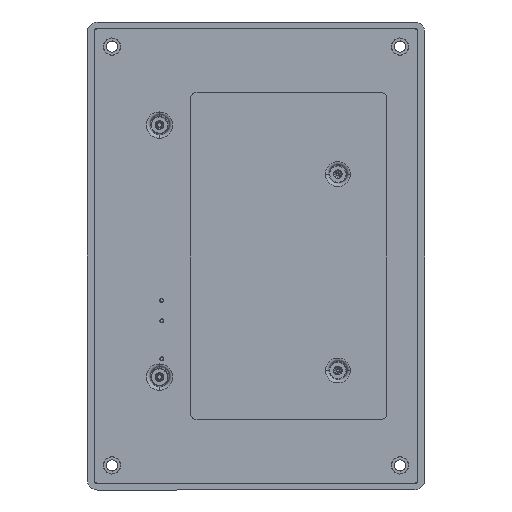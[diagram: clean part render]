
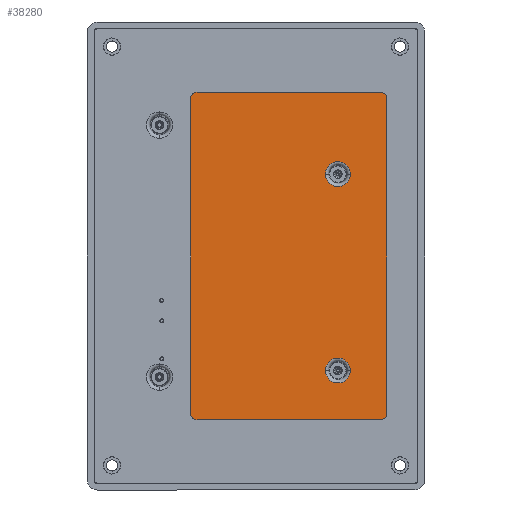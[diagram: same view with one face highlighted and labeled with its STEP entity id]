
A CAD part, front view. The second image highlights one B-rep face of the part: STEP entity #38280.
In plain terms, the highlighted planar face has unit normal (0, -1, 0).
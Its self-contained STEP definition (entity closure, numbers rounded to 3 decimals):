
#1030 = ORIENTED_EDGE ( 'NONE', *, *, #48232, .F. ) ;
#4785 = AXIS2_PLACEMENT_3D ( 'NONE', #55520, #77722, #112589 ) ;
#5015 = VECTOR ( 'NONE', #69343, 1000. ) ;
#5047 = VERTEX_POINT ( 'NONE', #62526 ) ;
#6954 = EDGE_CURVE ( 'NONE', #91438, #133408, #115886, .T. ) ;
#7320 = CARTESIAN_POINT ( 'NONE',  ( 40., 0.75, -50. ) ) ;
#7449 = CARTESIAN_POINT ( 'NONE',  ( 40., 0.75, 48. ) ) ;
#9851 = AXIS2_PLACEMENT_3D ( 'NONE', #74510, #135530, #11908 ) ;
#11046 = EDGE_CURVE ( 'NONE', #43239, #101564, #61525, .T. ) ;
#11112 = ORIENTED_EDGE ( 'NONE', *, *, #76869, .T. ) ;
#11382 = CIRCLE ( 'NONE', #110040, 3.803 ) ;
#11476 = CARTESIAN_POINT ( 'NONE',  ( -18., 0.75, -48. ) ) ;
#11908 = DIRECTION ( 'NONE',  ( 0., 0., 1. ) ) ;
#13431 = VERTEX_POINT ( 'NONE', #43216 ) ;
#14339 = AXIS2_PLACEMENT_3D ( 'NONE', #11476, #109731, #59865 ) ;
#24515 = CIRCLE ( 'NONE', #14339, 2. ) ;
#25046 = CIRCLE ( 'NONE', #57982, 2. ) ;
#25166 = DIRECTION ( 'NONE',  ( 0., -1., 0. ) ) ;
#26089 = AXIS2_PLACEMENT_3D ( 'NONE', #71157, #25166, #155175 ) ;
#28176 = ORIENTED_EDGE ( 'NONE', *, *, #91496, .T. ) ;
#30293 = EDGE_CURVE ( 'NONE', #13431, #88912, #11382, .T. ) ;
#31344 = LINE ( 'NONE', #67798, #5015 ) ;
#32454 = CARTESIAN_POINT ( 'NONE',  ( 25., 0.75, -35. ) ) ;
#32610 = CARTESIAN_POINT ( 'NONE',  ( -20., 0.75, 50. ) ) ;
#35701 = DIRECTION ( 'NONE',  ( 0., 0., 1. ) ) ;
#38280 = ADVANCED_FACE ( 'NONE', ( #75305, #122860, #39650 ), #60288, .F. ) ;
#39650 = FACE_BOUND ( 'NONE', #151082, .T. ) ;
#39653 = EDGE_CURVE ( 'NONE', #88912, #13431, #75619, .T. ) ;
#41302 = CARTESIAN_POINT ( 'NONE',  ( -20., 0.75, -48. ) ) ;
#42402 = DIRECTION ( 'NONE',  ( 0., -1., 0. ) ) ;
#43216 = CARTESIAN_POINT ( 'NONE',  ( 21.197, 0.75, -35. ) ) ;
#43239 = VERTEX_POINT ( 'NONE', #115579 ) ;
#47435 = DIRECTION ( 'NONE',  ( 0., -1., 0. ) ) ;
#48232 = EDGE_CURVE ( 'NONE', #101564, #43239, #61688, .T. ) ;
#50162 = DIRECTION ( 'NONE',  ( 1., 0., 0. ) ) ;
#50314 = CARTESIAN_POINT ( 'NONE',  ( -18., 0.75, -50. ) ) ;
#50356 = ORIENTED_EDGE ( 'NONE', *, *, #11046, .F. ) ;
#55520 = CARTESIAN_POINT ( 'NONE',  ( 38., 0.75, -48. ) ) ;
#55877 = CARTESIAN_POINT ( 'NONE',  ( 38., 0.75, -50. ) ) ;
#57982 = AXIS2_PLACEMENT_3D ( 'NONE', #72913, #95911, #35701 ) ;
#59865 = DIRECTION ( 'NONE',  ( 0., 0., 1. ) ) ;
#60288 = PLANE ( 'NONE',  #9851 ) ;
#61525 = CIRCLE ( 'NONE', #26089, 3.803 ) ;
#61688 = CIRCLE ( 'NONE', #129890, 3.803 ) ;
#62526 = CARTESIAN_POINT ( 'NONE',  ( -20., 0.75, 48. ) ) ;
#63429 = VERTEX_POINT ( 'NONE', #143110 ) ;
#65224 = CARTESIAN_POINT ( 'NONE',  ( -18., 0.75, 50. ) ) ;
#67798 = CARTESIAN_POINT ( 'NONE',  ( -20., 0.75, -50. ) ) ;
#69343 = DIRECTION ( 'NONE',  ( 0., 0., -1. ) ) ;
#69605 = ORIENTED_EDGE ( 'NONE', *, *, #150480, .T. ) ;
#71157 = CARTESIAN_POINT ( 'NONE',  ( 25., 0.75, 25. ) ) ;
#71894 = EDGE_LOOP ( 'NONE', ( #78751, #69605, #126091, #132293, #28176, #118782, #115147, #11112 ) ) ;
#72913 = CARTESIAN_POINT ( 'NONE',  ( -18., 0.75, 48. ) ) ;
#73117 = CIRCLE ( 'NONE', #4785, 2. ) ;
#73122 = AXIS2_PLACEMENT_3D ( 'NONE', #32454, #47435, #81521 ) ;
#74510 = CARTESIAN_POINT ( 'NONE',  ( 10., 0.75, 0. ) ) ;
#75305 = FACE_OUTER_BOUND ( 'NONE', #71894, .T. ) ;
#75619 = CIRCLE ( 'NONE', #73122, 3.803 ) ;
#76869 = EDGE_CURVE ( 'NONE', #63429, #115797, #102865, .T. ) ;
#77722 = DIRECTION ( 'NONE',  ( 0., -1., 0. ) ) ;
#77994 = VECTOR ( 'NONE', #140442, 1000. ) ;
#78751 = ORIENTED_EDGE ( 'NONE', *, *, #128001, .T. ) ;
#81521 = DIRECTION ( 'NONE',  ( 1., 0., 0. ) ) ;
#85825 = CARTESIAN_POINT ( 'NONE',  ( 25., 0.75, -35. ) ) ;
#87954 = DIRECTION ( 'NONE',  ( 1., 0., 0. ) ) ;
#88912 = VERTEX_POINT ( 'NONE', #114003 ) ;
#89941 = DIRECTION ( 'NONE',  ( 0., 0., 1. ) ) ;
#91438 = VERTEX_POINT ( 'NONE', #50314 ) ;
#91496 = EDGE_CURVE ( 'NONE', #124756, #91438, #24515, .T. ) ;
#95911 = DIRECTION ( 'NONE',  ( 0., -1., 0. ) ) ;
#96251 = VERTEX_POINT ( 'NONE', #114687 ) ;
#101564 = VERTEX_POINT ( 'NONE', #151063 ) ;
#101797 = CARTESIAN_POINT ( 'NONE',  ( 38., 0.75, 48. ) ) ;
#102219 = AXIS2_PLACEMENT_3D ( 'NONE', #101797, #42402, #89941 ) ;
#102865 = LINE ( 'NONE', #137755, #113802 ) ;
#103094 = ORIENTED_EDGE ( 'NONE', *, *, #39653, .F. ) ;
#109731 = DIRECTION ( 'NONE',  ( 0., -1., 0. ) ) ;
#110040 = AXIS2_PLACEMENT_3D ( 'NONE', #85825, #122271, #50162 ) ;
#111724 = DIRECTION ( 'NONE',  ( 0., -1., 0. ) ) ;
#112589 = DIRECTION ( 'NONE',  ( 0., 0., 1. ) ) ;
#113802 = VECTOR ( 'NONE', #136996, 1000. ) ;
#114003 = CARTESIAN_POINT ( 'NONE',  ( 28.803, 0.75, -35. ) ) ;
#114687 = CARTESIAN_POINT ( 'NONE',  ( 38., 0.75, 50. ) ) ;
#115147 = ORIENTED_EDGE ( 'NONE', *, *, #135348, .T. ) ;
#115579 = CARTESIAN_POINT ( 'NONE',  ( 28.803, 0.75, 25. ) ) ;
#115797 = VERTEX_POINT ( 'NONE', #7449 ) ;
#115886 = LINE ( 'NONE', #7320, #77994 ) ;
#116345 = VECTOR ( 'NONE', #140382, 1000. ) ;
#116609 = LINE ( 'NONE', #32610, #116345 ) ;
#118782 = ORIENTED_EDGE ( 'NONE', *, *, #6954, .T. ) ;
#122271 = DIRECTION ( 'NONE',  ( 0., -1., 0. ) ) ;
#122860 = FACE_BOUND ( 'NONE', #151631, .T. ) ;
#124756 = VERTEX_POINT ( 'NONE', #41302 ) ;
#124969 = CIRCLE ( 'NONE', #102219, 2. ) ;
#126091 = ORIENTED_EDGE ( 'NONE', *, *, #149475, .T. ) ;
#128001 = EDGE_CURVE ( 'NONE', #115797, #96251, #124969, .T. ) ;
#129890 = AXIS2_PLACEMENT_3D ( 'NONE', #148977, #111724, #87954 ) ;
#131697 = ORIENTED_EDGE ( 'NONE', *, *, #30293, .F. ) ;
#132293 = ORIENTED_EDGE ( 'NONE', *, *, #136218, .T. ) ;
#133408 = VERTEX_POINT ( 'NONE', #55877 ) ;
#135348 = EDGE_CURVE ( 'NONE', #133408, #63429, #73117, .T. ) ;
#135530 = DIRECTION ( 'NONE',  ( 0., 1., 0. ) ) ;
#136218 = EDGE_CURVE ( 'NONE', #5047, #124756, #31344, .T. ) ;
#136996 = DIRECTION ( 'NONE',  ( 0., 0., 1. ) ) ;
#137755 = CARTESIAN_POINT ( 'NONE',  ( 40., 0.75, 50. ) ) ;
#140382 = DIRECTION ( 'NONE',  ( -1., 0., 0. ) ) ;
#140442 = DIRECTION ( 'NONE',  ( 1., 0., 0. ) ) ;
#143110 = CARTESIAN_POINT ( 'NONE',  ( 40., 0.75, -48. ) ) ;
#145567 = VERTEX_POINT ( 'NONE', #65224 ) ;
#148977 = CARTESIAN_POINT ( 'NONE',  ( 25., 0.75, 25. ) ) ;
#149475 = EDGE_CURVE ( 'NONE', #145567, #5047, #25046, .T. ) ;
#150480 = EDGE_CURVE ( 'NONE', #96251, #145567, #116609, .T. ) ;
#151063 = CARTESIAN_POINT ( 'NONE',  ( 21.197, 0.75, 25. ) ) ;
#151082 = EDGE_LOOP ( 'NONE', ( #50356, #1030 ) ) ;
#151631 = EDGE_LOOP ( 'NONE', ( #103094, #131697 ) ) ;
#155175 = DIRECTION ( 'NONE',  ( 1., 0., 0. ) ) ;
